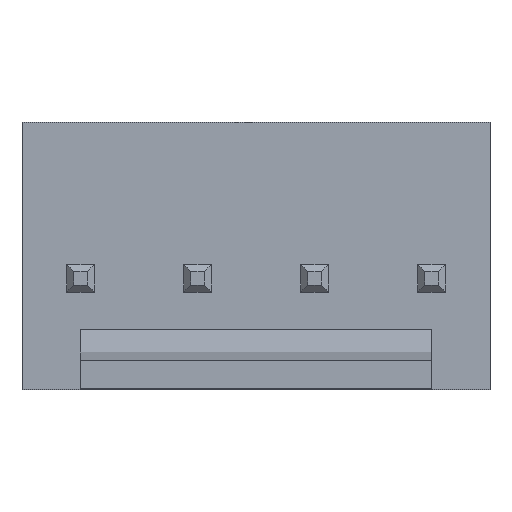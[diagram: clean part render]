
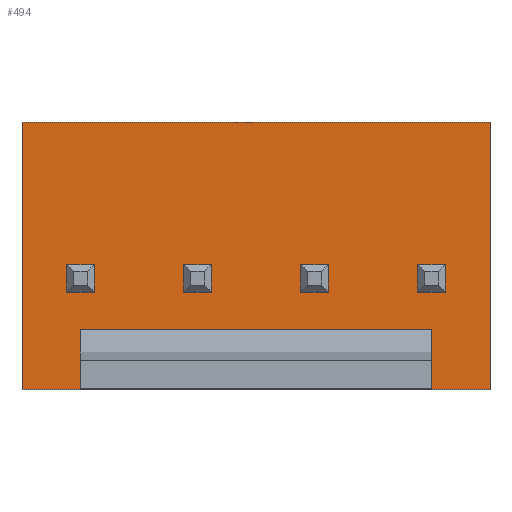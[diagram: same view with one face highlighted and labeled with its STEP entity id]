
A CAD part, top view. The second image highlights one B-rep face of the part: STEP entity #494.
In plain terms, the highlighted planar face has unit normal (0, 0, 1).
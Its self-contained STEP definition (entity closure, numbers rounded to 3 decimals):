
#154=CARTESIAN_POINT('',(5.08,-2.4,3.));
#155=VERTEX_POINT('',#154);
#162=CARTESIAN_POINT('',(-5.08,-2.4,3.));
#163=VERTEX_POINT('',#162);
#164=CARTESIAN_POINT('',(5.08,-2.4,3.));
#165=DIRECTION('',(-1.,0.,0.));
#166=VECTOR('',#165,10.16);
#167=LINE('',#164,#166);
#168=EDGE_CURVE('',#155,#163,#167,.T.);
#364=CARTESIAN_POINT('',(-5.08,3.4,3.));
#365=VERTEX_POINT('',#364);
#372=CARTESIAN_POINT('',(5.08,3.4,3.));
#373=VERTEX_POINT('',#372);
#374=CARTESIAN_POINT('',(5.08,3.4,3.));
#375=DIRECTION('',(-1.,0.,0.));
#376=VECTOR('',#375,10.16);
#377=LINE('',#374,#376);
#378=EDGE_CURVE('',#373,#365,#377,.T.);
#473=CARTESIAN_POINT('',(5.08,-2.4,3.));
#474=DIRECTION('',(0.,0.,1.));
#475=DIRECTION('',(1.,0.,0.));
#476=AXIS2_PLACEMENT_3D('',#473,#474,#475);
#477=PLANE('',#476);
#478=CARTESIAN_POINT('',(-5.08,-2.4,3.));
#479=DIRECTION('',(0.,1.,0.));
#480=VECTOR('',#479,5.8);
#481=LINE('',#478,#480);
#482=EDGE_CURVE('',#163,#365,#481,.T.);
#483=ORIENTED_EDGE('',*,*,#482,.F.);
#484=ORIENTED_EDGE('',*,*,#168,.F.);
#485=CARTESIAN_POINT('',(5.08,-2.4,3.));
#486=DIRECTION('',(0.,1.,0.));
#487=VECTOR('',#486,5.8);
#488=LINE('',#485,#487);
#489=EDGE_CURVE('',#155,#373,#488,.T.);
#490=ORIENTED_EDGE('',*,*,#489,.T.);
#491=ORIENTED_EDGE('',*,*,#378,.T.);
#492=EDGE_LOOP('',(#483,#484,#490,#491));
#493=FACE_BOUND('',#492,.T.);
#494=ADVANCED_FACE('',(#493),#477,.T.);
